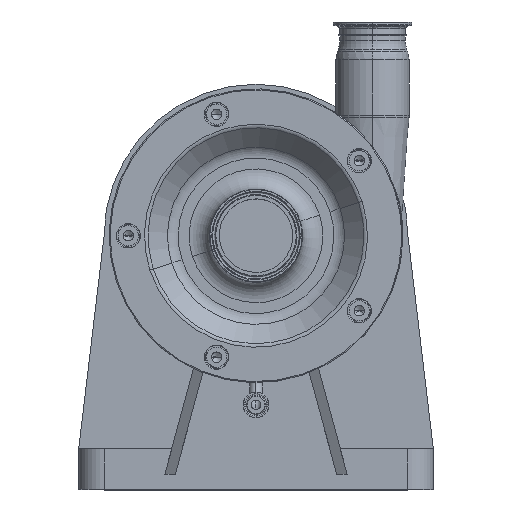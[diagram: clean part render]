
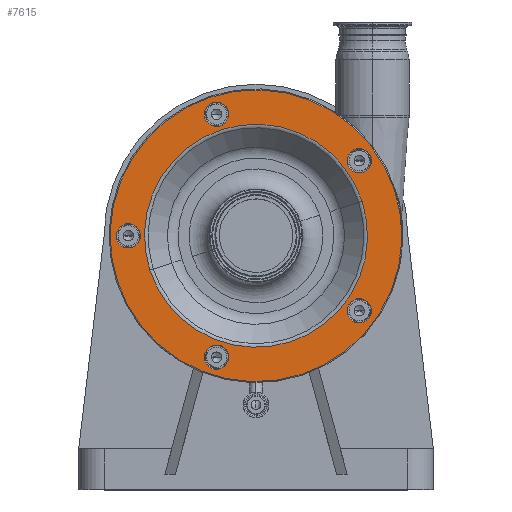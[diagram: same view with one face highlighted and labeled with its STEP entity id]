
A CAD part, top view. The second image highlights one B-rep face of the part: STEP entity #7615.
In plain terms, the highlighted planar face has unit normal (0, 0, 1).
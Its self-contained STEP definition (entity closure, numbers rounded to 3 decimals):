
#209 = DIRECTION ( 'NONE',  ( 0., 0., 1. ) ) ;
#499 = CARTESIAN_POINT ( 'NONE',  ( 0., 0., 294.5 ) ) ;
#634 = DIRECTION ( 'NONE',  ( 0.951, 0.309, 0. ) ) ;
#647 = CARTESIAN_POINT ( 'NONE',  ( -114.587, 3.708, 294.5 ) ) ;
#671 = DIRECTION ( 'NONE',  ( 0.951, 0.309, 0. ) ) ;
#676 = CARTESIAN_POINT ( 'NONE',  ( 136.952, 44.498, 294.5 ) ) ;
#735 = CARTESIAN_POINT ( 'NONE',  ( 101.936, -74.061, 294.5 ) ) ;
#781 = CIRCLE ( 'NONE', #2854, 12. ) ;
#856 = DIRECTION ( 'NONE',  ( 0., 0., 1. ) ) ;
#1060 = DIRECTION ( 'NONE',  ( 0.951, 0.309, 0. ) ) ;
#1143 = AXIS2_PLACEMENT_3D ( 'NONE', #12961, #19562, #3281 ) ;
#1303 = FACE_BOUND ( 'NONE', #9331, .T. ) ;
#2096 = DIRECTION ( 'NONE',  ( 0., 0., 1. ) ) ;
#2348 = AXIS2_PLACEMENT_3D ( 'NONE', #11542, #6207, #9907 ) ;
#2419 = CARTESIAN_POINT ( 'NONE',  ( 0., 0., 294.5 ) ) ;
#2538 = CIRCLE ( 'NONE', #16776, 144. ) ;
#2654 = ORIENTED_EDGE ( 'NONE', *, *, #17002, .F. ) ;
#2738 = DIRECTION ( 'NONE',  ( 0., 0., 1. ) ) ;
#2804 = CIRCLE ( 'NONE', #8006, 12. ) ;
#2850 = EDGE_CURVE ( 'NONE', #17526, #19747, #19087, .T. ) ;
#2854 = AXIS2_PLACEMENT_3D ( 'NONE', #15569, #2096, #671 ) ;
#3134 = AXIS2_PLACEMENT_3D ( 'NONE', #15182, #20175, #4983 ) ;
#3281 = DIRECTION ( 'NONE',  ( 0.951, 0.309, 0. ) ) ;
#3338 = DIRECTION ( 'NONE',  ( 0.951, 0.309, 0. ) ) ;
#3538 = VERTEX_POINT ( 'NONE', #14794 ) ;
#3707 = EDGE_CURVE ( 'NONE', #13077, #17377, #9756, .T. ) ;
#3803 = DIRECTION ( 'NONE',  ( 0.951, 0.309, 0. ) ) ;
#3988 = EDGE_LOOP ( 'NONE', ( #10283, #5679 ) ) ;
#4033 = DIRECTION ( 'NONE',  ( 0., 0., 1. ) ) ;
#4054 = ORIENTED_EDGE ( 'NONE', *, *, #11949, .F. ) ;
#4116 = DIRECTION ( 'NONE',  ( 0.951, 0.309, 0. ) ) ;
#4224 = AXIS2_PLACEMENT_3D ( 'NONE', #5762, #856, #1060 ) ;
#4685 = EDGE_CURVE ( 'NONE', #19747, #17526, #4975, .T. ) ;
#4707 = FACE_BOUND ( 'NONE', #9157, .T. ) ;
#4858 = CARTESIAN_POINT ( 'NONE',  ( -126., 0., 294.5 ) ) ;
#4875 = DIRECTION ( 'NONE',  ( 0.951, 0.309, 0. ) ) ;
#4975 = CIRCLE ( 'NONE', #1143, 12. ) ;
#4983 = DIRECTION ( 'NONE',  ( 0.951, 0.309, 0. ) ) ;
#4992 = CIRCLE ( 'NONE', #17150, 12. ) ;
#5569 = VERTEX_POINT ( 'NONE', #16797 ) ;
#5679 = ORIENTED_EDGE ( 'NONE', *, *, #21390, .T. ) ;
#5762 = CARTESIAN_POINT ( 'NONE',  ( -126., 0., 294.5 ) ) ;
#5858 = AXIS2_PLACEMENT_3D ( 'NONE', #13184, #13414, #14805 ) ;
#5872 = CIRCLE ( 'NONE', #16280, 12. ) ;
#6207 = DIRECTION ( 'NONE',  ( 0., 0., -1. ) ) ;
#6318 = FACE_BOUND ( 'NONE', #20325, .T. ) ;
#6463 = CARTESIAN_POINT ( 'NONE',  ( -136.952, -44.498, 294.5 ) ) ;
#7451 = VERTEX_POINT ( 'NONE', #7745 ) ;
#7517 = VERTEX_POINT ( 'NONE', #676 ) ;
#7600 = CARTESIAN_POINT ( 'NONE',  ( -50.349, -123.541, 294.5 ) ) ;
#7615 = ADVANCED_FACE ( 'NONE', ( #6318, #21514, #4707, #9796, #1303, #11314, #7939 ), #16429, .F. ) ;
#7713 = DIRECTION ( 'NONE',  ( 0., 0., 1. ) ) ;
#7745 = CARTESIAN_POINT ( 'NONE',  ( -104.684, -34.014, 294.5 ) ) ;
#7749 = CIRCLE ( 'NONE', #17480, 12. ) ;
#7939 = FACE_BOUND ( 'NONE', #17095, .T. ) ;
#8006 = AXIS2_PLACEMENT_3D ( 'NONE', #12927, #7713, #4875 ) ;
#8240 = EDGE_LOOP ( 'NONE', ( #2654, #10550 ) ) ;
#8463 = CIRCLE ( 'NONE', #10571, 12. ) ;
#8614 = ORIENTED_EDGE ( 'NONE', *, *, #19139, .F. ) ;
#8880 = CARTESIAN_POINT ( 'NONE',  ( 90.523, 70.353, 294.5 ) ) ;
#9022 = CIRCLE ( 'NONE', #13546, 110.071 ) ;
#9157 = EDGE_LOOP ( 'NONE', ( #4054, #14353 ) ) ;
#9216 = DIRECTION ( 'NONE',  ( 0., 0., 1. ) ) ;
#9331 = EDGE_LOOP ( 'NONE', ( #8614, #20705 ) ) ;
#9381 = CARTESIAN_POINT ( 'NONE',  ( 104.684, 34.014, 294.5 ) ) ;
#9756 = CIRCLE ( 'NONE', #4224, 12. ) ;
#9796 = FACE_BOUND ( 'NONE', #12759, .T. ) ;
#9857 = CARTESIAN_POINT ( 'NONE',  ( -137.413, -3.708, 294.5 ) ) ;
#9907 = DIRECTION ( 'NONE',  ( -0.951, -0.309, 0. ) ) ;
#10283 = ORIENTED_EDGE ( 'NONE', *, *, #10443, .T. ) ;
#10316 = EDGE_CURVE ( 'NONE', #11810, #15815, #5872, .T. ) ;
#10397 = AXIS2_PLACEMENT_3D ( 'NONE', #18354, #4033, #634 ) ;
#10443 = EDGE_CURVE ( 'NONE', #7517, #14380, #20448, .T. ) ;
#10550 = ORIENTED_EDGE ( 'NONE', *, *, #17889, .F. ) ;
#10571 = AXIS2_PLACEMENT_3D ( 'NONE', #15689, #17114, #16996 ) ;
#11016 = DIRECTION ( 'NONE',  ( 0.951, 0.309, 0. ) ) ;
#11314 = FACE_OUTER_BOUND ( 'NONE', #3988, .T. ) ;
#11384 = EDGE_CURVE ( 'NONE', #7451, #11546, #9022, .T. ) ;
#11542 = CARTESIAN_POINT ( 'NONE',  ( -44.498, 136.952, 294.5 ) ) ;
#11546 = VERTEX_POINT ( 'NONE', #9381 ) ;
#11810 = VERTEX_POINT ( 'NONE', #7600 ) ;
#11949 = EDGE_CURVE ( 'NONE', #15815, #11810, #2804, .T. ) ;
#12644 = EDGE_CURVE ( 'NONE', #5569, #16421, #16266, .T. ) ;
#12665 = CARTESIAN_POINT ( 'NONE',  ( 0., 0., 294.5 ) ) ;
#12759 = EDGE_LOOP ( 'NONE', ( #19079, #13049 ) ) ;
#12927 = CARTESIAN_POINT ( 'NONE',  ( -38.936, -119.833, 294.5 ) ) ;
#12961 = CARTESIAN_POINT ( 'NONE',  ( -38.936, 119.833, 294.5 ) ) ;
#13049 = ORIENTED_EDGE ( 'NONE', *, *, #2850, .F. ) ;
#13077 = VERTEX_POINT ( 'NONE', #9857 ) ;
#13171 = ORIENTED_EDGE ( 'NONE', *, *, #3707, .F. ) ;
#13184 = CARTESIAN_POINT ( 'NONE',  ( 101.936, 74.061, 294.5 ) ) ;
#13414 = DIRECTION ( 'NONE',  ( 0., 0., 1. ) ) ;
#13546 = AXIS2_PLACEMENT_3D ( 'NONE', #499, #17020, #15500 ) ;
#14353 = ORIENTED_EDGE ( 'NONE', *, *, #10316, .F. ) ;
#14380 = VERTEX_POINT ( 'NONE', #6463 ) ;
#14794 = CARTESIAN_POINT ( 'NONE',  ( 90.523, -77.769, 294.5 ) ) ;
#14805 = DIRECTION ( 'NONE',  ( 0.951, 0.309, 0. ) ) ;
#14937 = AXIS2_PLACEMENT_3D ( 'NONE', #12665, #2738, #11016 ) ;
#15182 = CARTESIAN_POINT ( 'NONE',  ( -38.936, 119.833, 294.5 ) ) ;
#15500 = DIRECTION ( 'NONE',  ( 0.951, 0.309, 0. ) ) ;
#15542 = ORIENTED_EDGE ( 'NONE', *, *, #15699, .F. ) ;
#15569 = CARTESIAN_POINT ( 'NONE',  ( 101.936, 74.061, 294.5 ) ) ;
#15689 = CARTESIAN_POINT ( 'NONE',  ( 101.936, -74.061, 294.5 ) ) ;
#15699 = EDGE_CURVE ( 'NONE', #16421, #5569, #781, .T. ) ;
#15815 = VERTEX_POINT ( 'NONE', #20348 ) ;
#16010 = DIRECTION ( 'NONE',  ( 0.951, 0.309, 0. ) ) ;
#16085 = CARTESIAN_POINT ( 'NONE',  ( -50.349, 116.125, 294.5 ) ) ;
#16266 = CIRCLE ( 'NONE', #5858, 12. ) ;
#16280 = AXIS2_PLACEMENT_3D ( 'NONE', #19977, #209, #3803 ) ;
#16421 = VERTEX_POINT ( 'NONE', #8880 ) ;
#16429 = PLANE ( 'NONE',  #2348 ) ;
#16776 = AXIS2_PLACEMENT_3D ( 'NONE', #2419, #17221, #16010 ) ;
#16797 = CARTESIAN_POINT ( 'NONE',  ( 113.349, 77.769, 294.5 ) ) ;
#16901 = CARTESIAN_POINT ( 'NONE',  ( 113.349, -70.353, 294.5 ) ) ;
#16964 = ORIENTED_EDGE ( 'NONE', *, *, #12644, .F. ) ;
#16996 = DIRECTION ( 'NONE',  ( 0.951, 0.309, 0. ) ) ;
#17002 = EDGE_CURVE ( 'NONE', #21282, #3538, #8463, .T. ) ;
#17020 = DIRECTION ( 'NONE',  ( 0., 0., 1. ) ) ;
#17095 = EDGE_LOOP ( 'NONE', ( #19190, #13171 ) ) ;
#17114 = DIRECTION ( 'NONE',  ( 0., 0., 1. ) ) ;
#17150 = AXIS2_PLACEMENT_3D ( 'NONE', #4858, #19712, #3338 ) ;
#17221 = DIRECTION ( 'NONE',  ( 0., 0., 1. ) ) ;
#17377 = VERTEX_POINT ( 'NONE', #647 ) ;
#17480 = AXIS2_PLACEMENT_3D ( 'NONE', #735, #9216, #4116 ) ;
#17526 = VERTEX_POINT ( 'NONE', #16085 ) ;
#17889 = EDGE_CURVE ( 'NONE', #3538, #21282, #7749, .T. ) ;
#18354 = CARTESIAN_POINT ( 'NONE',  ( 0., 0., 294.5 ) ) ;
#18422 = CIRCLE ( 'NONE', #14937, 110.071 ) ;
#18636 = EDGE_CURVE ( 'NONE', #17377, #13077, #4992, .T. ) ;
#19079 = ORIENTED_EDGE ( 'NONE', *, *, #4685, .F. ) ;
#19087 = CIRCLE ( 'NONE', #3134, 12. ) ;
#19139 = EDGE_CURVE ( 'NONE', #11546, #7451, #18422, .T. ) ;
#19190 = ORIENTED_EDGE ( 'NONE', *, *, #18636, .F. ) ;
#19562 = DIRECTION ( 'NONE',  ( 0., 0., 1. ) ) ;
#19712 = DIRECTION ( 'NONE',  ( 0., 0., 1. ) ) ;
#19747 = VERTEX_POINT ( 'NONE', #20081 ) ;
#19977 = CARTESIAN_POINT ( 'NONE',  ( -38.936, -119.833, 294.5 ) ) ;
#20081 = CARTESIAN_POINT ( 'NONE',  ( -27.523, 123.541, 294.5 ) ) ;
#20175 = DIRECTION ( 'NONE',  ( 0., 0., 1. ) ) ;
#20325 = EDGE_LOOP ( 'NONE', ( #16964, #15542 ) ) ;
#20348 = CARTESIAN_POINT ( 'NONE',  ( -27.523, -116.125, 294.5 ) ) ;
#20448 = CIRCLE ( 'NONE', #10397, 144. ) ;
#20705 = ORIENTED_EDGE ( 'NONE', *, *, #11384, .F. ) ;
#21282 = VERTEX_POINT ( 'NONE', #16901 ) ;
#21390 = EDGE_CURVE ( 'NONE', #14380, #7517, #2538, .T. ) ;
#21514 = FACE_BOUND ( 'NONE', #8240, .T. ) ;
